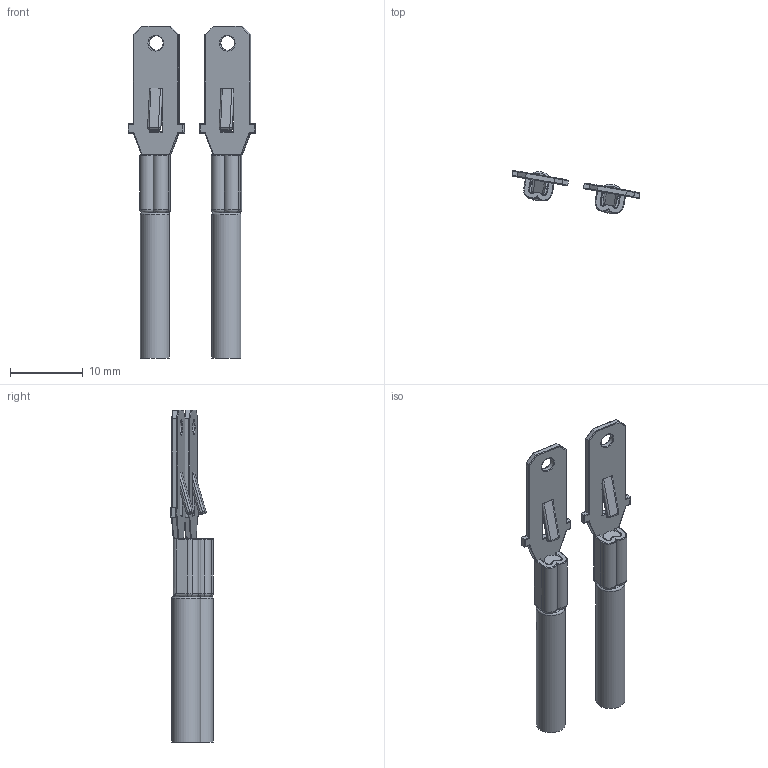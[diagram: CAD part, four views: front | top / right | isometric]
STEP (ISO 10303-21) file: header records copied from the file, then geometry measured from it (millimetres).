
FILE_DESCRIPTION(/* description */ (''),/* implementation_level */ '2;1');
FILE_NAME(/* name */ 'Spade Terminal 6.3mm x 24mm v2.step',/* time_stamp */ '2020-11-25T14:45:39-05:00',/* author */ (''),/* organization */ (''),/* preprocessor_version */ 'ST-DEVELOPER v18.1',/* originating_system */ 'Autodesk Translation Framework v9.3.0.1241',/* authorisation */ '');
FILE_SCHEMA (('AUTOMOTIVE_DESIGN { 1 0 10303 214 3 1 1 }'));
Length unit declared in the file: millimetre
Products named in the file (3): Spade Terminal 6.3mm x 24mm; Spade 6.3mm x 24mm; Spade 6.3mm x 24mm (1)
Assembly tree (2 placements, depth 2):
  Spade Terminal 6.3mm x 24mm
    Spade 6.3mm x 24mm
    Spade 6.3mm x 24mm (1)
Bounding box: 17.64 x 5.91 x 45.75 mm (x, y, z)
Volume: 861.6 mm3; surface area: 2323.8 mm2
Topology: 6 solids, 6 shells, 340 faces, 808 edges, 472 vertices
Faces by surface type: cylinder 154, plane 82, torus 52, bspline 36, sphere 16
Full cylindrical faces by diameter (mm): 2 x2, 3 x4, 4 x2
Entity records: 11104 total; most frequent: CARTESIAN_POINT 3189, DIRECTION 1704, ORIENTED_EDGE 1608, EDGE_CURVE 804, AXIS2_PLACEMENT_3D 685, VERTEX_POINT 472, EDGE_LOOP 352, FACE_OUTER_BOUND 340
